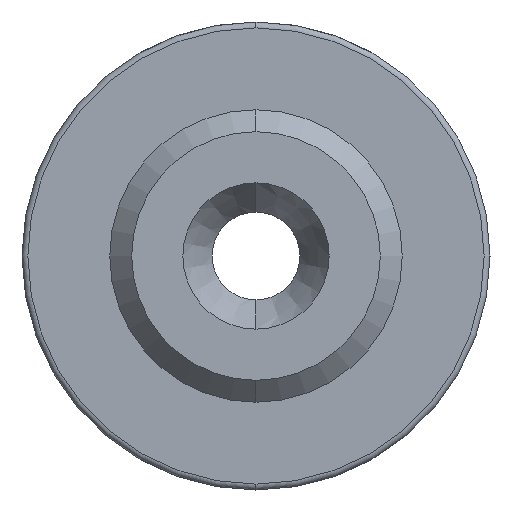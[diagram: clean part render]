
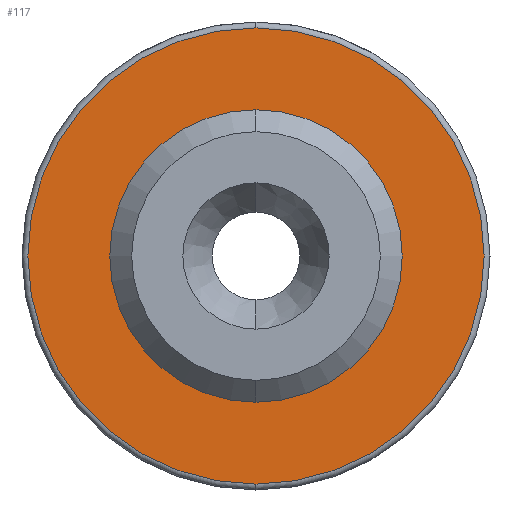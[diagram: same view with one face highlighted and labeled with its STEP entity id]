
A CAD part, left-side view. The second image highlights one B-rep face of the part: STEP entity #117.
In plain terms, the highlighted planar face has unit normal (-1, 0, 0).
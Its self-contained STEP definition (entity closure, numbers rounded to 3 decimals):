
#24 = ORIENTED_EDGE ( 'NONE', *, *, #886, .T. ) ;
#101 = FACE_BOUND ( 'NONE', #189, .T. ) ;
#117 = ADVANCED_FACE ( 'NONE', ( #101, #546 ), #394, .F. ) ;
#147 = ORIENTED_EDGE ( 'NONE', *, *, #378, .T. ) ;
#171 = AXIS2_PLACEMENT_3D ( 'NONE', #304, #897, #386 ) ;
#189 = EDGE_LOOP ( 'NONE', ( #664, #797 ) ) ;
#191 = EDGE_LOOP ( 'NONE', ( #24, #147 ) ) ;
#193 = CARTESIAN_POINT ( 'NONE',  ( -64., 0., 0. ) ) ;
#270 = AXIS2_PLACEMENT_3D ( 'NONE', #193, #780, #281 ) ;
#281 = DIRECTION ( 'NONE',  ( 0., 0., 1. ) ) ;
#289 = CIRCLE ( 'NONE', #914, 4.25 ) ;
#304 = CARTESIAN_POINT ( 'NONE',  ( -64., 0., 0. ) ) ;
#328 = CARTESIAN_POINT ( 'NONE',  ( -64., 0., -7.8 ) ) ;
#365 = DIRECTION ( 'NONE',  ( -1., 0., 0. ) ) ;
#378 = EDGE_CURVE ( 'NONE', #586, #461, #623, .T. ) ;
#386 = DIRECTION ( 'NONE',  ( 0., 0., 1. ) ) ;
#389 = CARTESIAN_POINT ( 'NONE',  ( -64., 0., 0. ) ) ;
#394 = PLANE ( 'NONE',  #794 ) ;
#423 = CIRCLE ( 'NONE', #171, 4.25 ) ;
#461 = VERTEX_POINT ( 'NONE', #908 ) ;
#483 = CARTESIAN_POINT ( 'NONE',  ( -64., 0., 4.25 ) ) ;
#484 = DIRECTION ( 'NONE',  ( 0., 0., 1. ) ) ;
#488 = DIRECTION ( 'NONE',  ( 0., 0., -1. ) ) ;
#546 = FACE_OUTER_BOUND ( 'NONE', #191, .T. ) ;
#586 = VERTEX_POINT ( 'NONE', #328 ) ;
#623 = CIRCLE ( 'NONE', #890, 7.8 ) ;
#651 = CARTESIAN_POINT ( 'NONE',  ( -64., 0., -7.8 ) ) ;
#664 = ORIENTED_EDGE ( 'NONE', *, *, #671, .F. ) ;
#671 = EDGE_CURVE ( 'NONE', #1054, #806, #289, .T. ) ;
#780 = DIRECTION ( 'NONE',  ( -1., 0., 0. ) ) ;
#794 = AXIS2_PLACEMENT_3D ( 'NONE', #651, #983, #488 ) ;
#797 = ORIENTED_EDGE ( 'NONE', *, *, #1018, .F. ) ;
#806 = VERTEX_POINT ( 'NONE', #942 ) ;
#880 = CARTESIAN_POINT ( 'NONE',  ( -64., 0., 0. ) ) ;
#886 = EDGE_CURVE ( 'NONE', #461, #586, #894, .T. ) ;
#890 = AXIS2_PLACEMENT_3D ( 'NONE', #880, #365, #960 ) ;
#894 = CIRCLE ( 'NONE', #270, 7.8 ) ;
#897 = DIRECTION ( 'NONE',  ( -1., 0., 0. ) ) ;
#908 = CARTESIAN_POINT ( 'NONE',  ( -64., 0., 7.8 ) ) ;
#914 = AXIS2_PLACEMENT_3D ( 'NONE', #389, #976, #484 ) ;
#942 = CARTESIAN_POINT ( 'NONE',  ( -64., 0., -4.25 ) ) ;
#960 = DIRECTION ( 'NONE',  ( 0., 0., 1. ) ) ;
#976 = DIRECTION ( 'NONE',  ( -1., 0., 0. ) ) ;
#983 = DIRECTION ( 'NONE',  ( 1., 0., 0. ) ) ;
#1018 = EDGE_CURVE ( 'NONE', #806, #1054, #423, .T. ) ;
#1054 = VERTEX_POINT ( 'NONE', #483 ) ;
